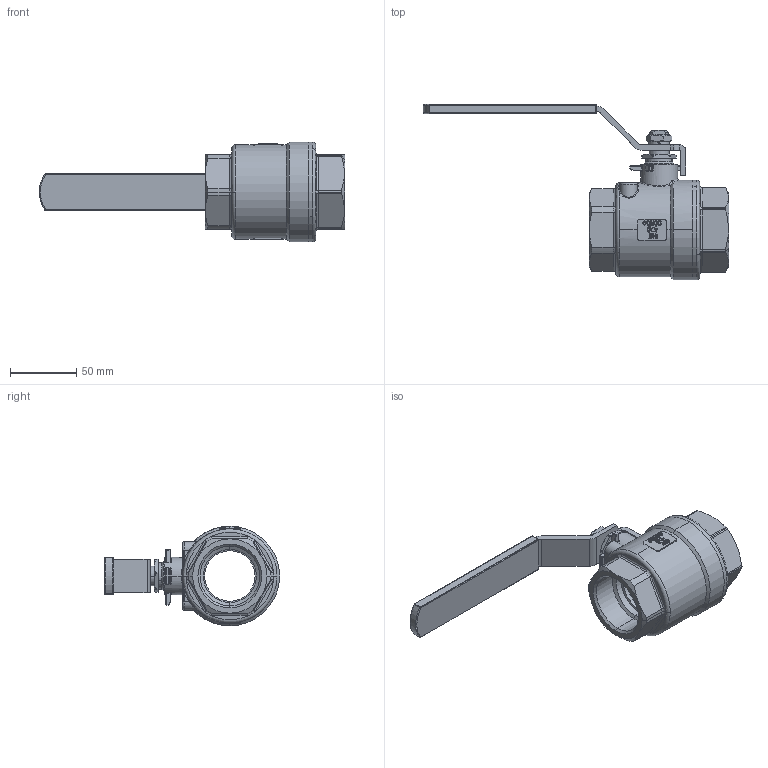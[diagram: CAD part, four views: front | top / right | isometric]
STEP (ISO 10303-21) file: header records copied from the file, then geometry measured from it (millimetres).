
FILE_DESCRIPTION((''),'2;1');
FILE_NAME('ÔÁ39 330 040 700.stp','2012-02-03T16:06:36',('Ãîíòàðåâ ÏÃ'),(''),'Autodesk Inventor 9','Autodesk Inventor 9','');
FILE_SCHEMA(('AUTOMOTIVE_DESIGN { 1 2 10303 214 0 1 1 1 }'));
Length unit declared in the file: millimetre
Products named in the file (17): 埡39 330 040 700; 埡39 330 040 705; 埡39 210 040 707; 埡39 330 050 709; 崶鴈麧錪; 埡39 330 040 708; 埡39 330 040 716; Âòóëêà ðåçüáîâàÿ 330_050; 埡39 330 050 710; 埡39 330 050 711; ﾐ珞330_050_700; 埡39 330 050 704; 埡39 330 050 703; 埡39 330 050 702; Øàéáà 8 # ÃÎÑÒ 6402-70 Èñïîëíåíèå 1; Ãàéêà M10 # ÃÎÑÒ 5916-70 Èñïîëíåíèå 1; 埡39 330 050 707
Assembly tree (17 placements, depth 3):
  埡39 330 040 700
    埡39 330 040 705
    埡39 210 040 707
    埡39 330 050 709
    崶鴈麧錪
    埡39 330 040 708  x2
    埡39 330 040 716
    Âòóëêà ðåçüáîâàÿ 330_050
    埡39 330 050 710
      埡39 330 050 711
      ﾐ珞330_050_700
    埡39 330 050 704
    埡39 330 050 703
    埡39 330 050 702
    Øàéáà 8 # ÃÎÑÒ 6402-70 Èñïîëíåíèå 1
    Ãàéêà M10 # ÃÎÑÒ 5916-70 Èñïîëíåíèå 1
    埡39 330 050 707
Bounding box: 230.19 x 132.03 x 75 mm (x, y, z)
Volume: 265877.5 mm3; surface area: 120945.1 mm2
Topology: 16 solids, 16 shells, 943 faces, 2348 edges, 1459 vertices
Faces by surface type: plane 319, cylinder 287, bspline 223, cone 81, sphere 18, torus 15
Entity records: 32713 total; most frequent: CARTESIAN_POINT 11276, ORIENTED_EDGE 4576, DIRECTION 4076, EDGE_CURVE 2288, AXIS2_PLACEMENT_3D 1486, VERTEX_POINT 1441, VECTOR 1104, LINE 1104
